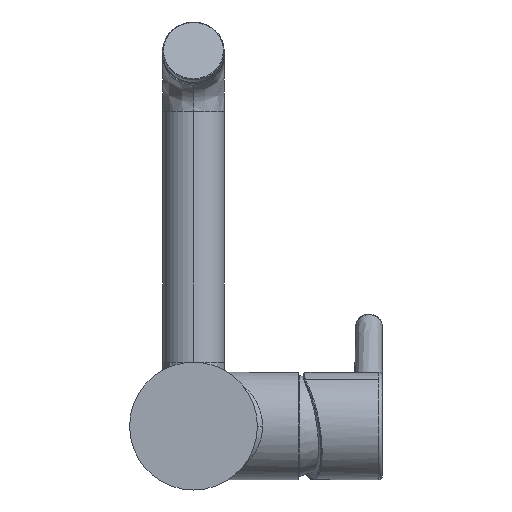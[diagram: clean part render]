
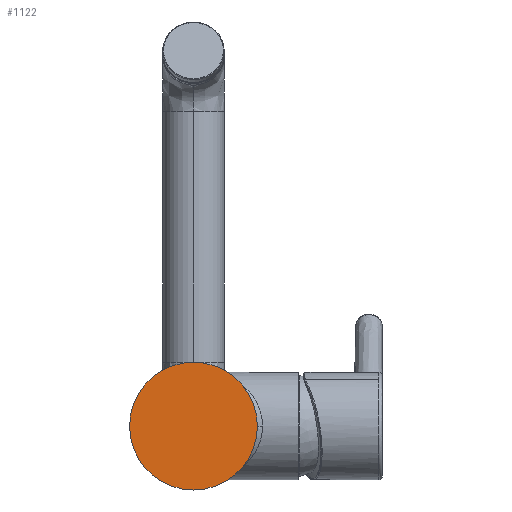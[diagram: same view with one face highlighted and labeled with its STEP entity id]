
A CAD part, front view. The second image highlights one B-rep face of the part: STEP entity #1122.
In plain terms, the highlighted planar face has unit normal (0, -1, 0).
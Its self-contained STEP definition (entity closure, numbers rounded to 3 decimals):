
#223 = DIRECTION ( 'NONE',  ( 0., 1., 0. ) ) ;
#300 = ORIENTED_EDGE ( 'NONE', *, *, #3746, .F. ) ;
#734 = EDGE_LOOP ( 'NONE', ( #2469, #300 ) ) ;
#1122 = ADVANCED_FACE ( 'NONE', ( #6314 ), #6337, .F. ) ;
#1249 = AXIS2_PLACEMENT_3D ( 'NONE', #1529, #4603, #2167 ) ;
#1529 = CARTESIAN_POINT ( 'NONE',  ( 0., -5., 0. ) ) ;
#1633 = AXIS2_PLACEMENT_3D ( 'NONE', #6194, #7436, #5554 ) ;
#2111 = AXIS2_PLACEMENT_3D ( 'NONE', #3838, #223, #5054 ) ;
#2167 = DIRECTION ( 'NONE',  ( -1., 0., 0. ) ) ;
#2251 = CARTESIAN_POINT ( 'NONE',  ( 25., -5., 0. ) ) ;
#2469 = ORIENTED_EDGE ( 'NONE', *, *, #7925, .F. ) ;
#3038 = VERTEX_POINT ( 'NONE', #4808 ) ;
#3746 = EDGE_CURVE ( 'NONE', #4368, #3038, #6755, .T. ) ;
#3838 = CARTESIAN_POINT ( 'NONE',  ( 25., -5., 0. ) ) ;
#4368 = VERTEX_POINT ( 'NONE', #2251 ) ;
#4603 = DIRECTION ( 'NONE',  ( 0., 1., 0. ) ) ;
#4808 = CARTESIAN_POINT ( 'NONE',  ( -25., -5., 0. ) ) ;
#5054 = DIRECTION ( 'NONE',  ( 1., 0., 0. ) ) ;
#5554 = DIRECTION ( 'NONE',  ( -1., 0., 0. ) ) ;
#5776 = CIRCLE ( 'NONE', #1249, 25. ) ;
#6194 = CARTESIAN_POINT ( 'NONE',  ( 0., -5., 0. ) ) ;
#6314 = FACE_OUTER_BOUND ( 'NONE', #734, .T. ) ;
#6337 = PLANE ( 'NONE',  #2111 ) ;
#6755 = CIRCLE ( 'NONE', #1633, 25. ) ;
#7436 = DIRECTION ( 'NONE',  ( 0., 1., 0. ) ) ;
#7925 = EDGE_CURVE ( 'NONE', #3038, #4368, #5776, .T. ) ;
